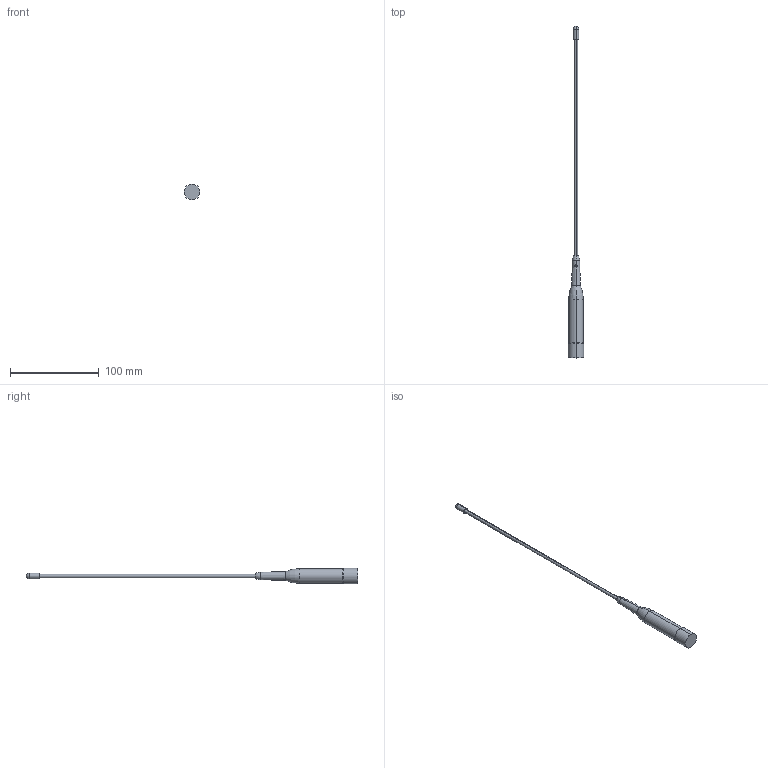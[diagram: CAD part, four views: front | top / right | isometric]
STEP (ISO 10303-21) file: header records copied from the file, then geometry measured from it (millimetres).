
FILE_DESCRIPTION (( 'STEP AP214' ), '1' );
FILE_NAME ('LCANRBD1078_3D.step', '2025-03-19T23:29:19', ( '' ), ( '' ), 'SwSTEP 2.0', 'SolidWorks 2022', '' );
FILE_SCHEMA (( 'AUTOMOTIVE_DESIGN' ));
Length unit declared in the file: inch
Products named in the file (1): LCANRBD1078_3D
Bounding box: 17.8 x 375 x 17.8 mm (x, y, z)
Volume: 22498.3 mm3; surface area: 8600.5 mm2
Topology: 1 solids, 1 shells, 24 faces, 49 edges, 29 vertices
Faces by surface type: cylinder 8, torus 8, plane 4, cone 4
Entity records: 735 total; most frequent: CARTESIAN_POINT 177, DIRECTION 125, ORIENTED_EDGE 94, AXIS2_PLACEMENT_3D 57, EDGE_CURVE 47, CIRCLE 32, VERTEX_POINT 29, EDGE_LOOP 28
